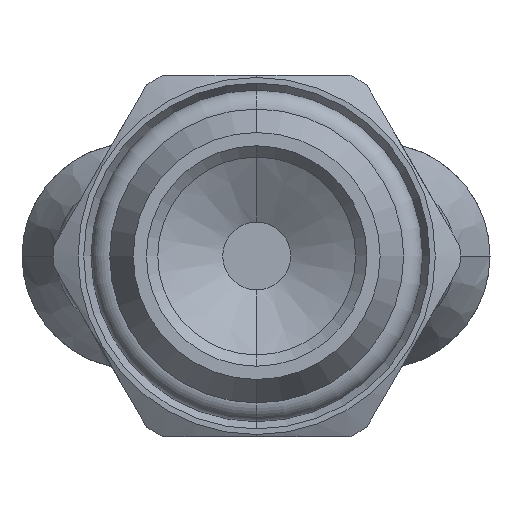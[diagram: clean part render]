
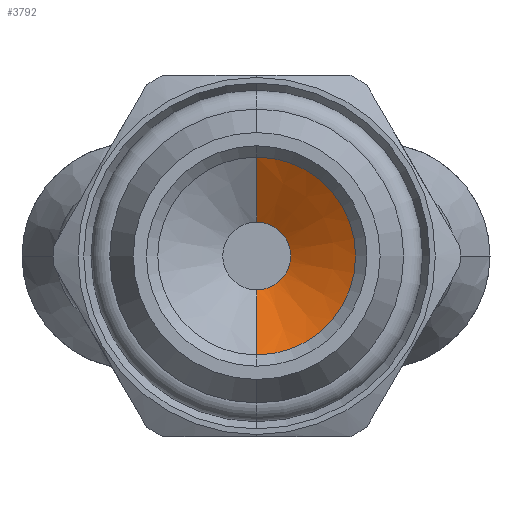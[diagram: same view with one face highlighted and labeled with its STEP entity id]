
A CAD part, front view. The second image highlights one B-rep face of the part: STEP entity #3792.
In plain terms, the highlighted conical face has half-angle 60 degrees and reference radius 4.375 mm.
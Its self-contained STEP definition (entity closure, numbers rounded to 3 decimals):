
#41 = AXIS2_PLACEMENT_3D ( 'NONE', #2826, #2827, #2828 ) ;
#70 = AXIS2_PLACEMENT_3D ( 'NONE', #2823, #2824, #2825 ) ;
#126 = CIRCLE ( 'NONE', #70, 4.375 ) ;
#131 = VECTOR ( 'NONE', #2688, 1000. ) ;
#198 = CIRCLE ( 'NONE', #41, 1.5 ) ;
#225 = ORIENTED_EDGE ( 'NONE', *, *, #3688, .T. ) ;
#683 = FACE_OUTER_BOUND ( 'NONE', #1865, .T. ) ;
#983 = LINE ( 'NONE', #2531, #2055 ) ;
#1076 = LINE ( 'NONE', #2687, #131 ) ;
#1115 = AXIS2_PLACEMENT_3D ( 'NONE', #3133, #3134, #3135 ) ;
#1119 = CONICAL_SURFACE ( 'NONE', #1115, 4.375, 1.047 ) ;
#1617 = EDGE_CURVE ( 'NONE', #1708, #1711, #983, .T. ) ;
#1708 = VERTEX_POINT ( 'NONE', #2198 ) ;
#1711 = VERTEX_POINT ( 'NONE', #2178 ) ;
#1865 = EDGE_LOOP ( 'NONE', ( #4348, #4345, #4344, #225 ) ) ;
#2055 = VECTOR ( 'NONE', #2534, 1000. ) ;
#2178 = CARTESIAN_POINT ( 'NONE',  ( 0.03, -18.492, -4.375 ) ) ;
#2198 = CARTESIAN_POINT ( 'NONE',  ( 0.03, -16.832, -1.5 ) ) ;
#2283 = VERTEX_POINT ( 'NONE', #2567 ) ;
#2324 = VERTEX_POINT ( 'NONE', #2608 ) ;
#2531 = CARTESIAN_POINT ( 'NONE',  ( 0.03, -18.492, -4.375 ) ) ;
#2534 = DIRECTION ( 'NONE',  ( 0., -0.5, -0.866 ) ) ;
#2567 = CARTESIAN_POINT ( 'NONE',  ( 0.03, -18.492, 4.375 ) ) ;
#2608 = CARTESIAN_POINT ( 'NONE',  ( 0.03, -16.832, 1.5 ) ) ;
#2687 = CARTESIAN_POINT ( 'NONE',  ( 0.03, -18.492, 4.375 ) ) ;
#2688 = DIRECTION ( 'NONE',  ( 0., -0.5, 0.866 ) ) ;
#2823 = CARTESIAN_POINT ( 'NONE',  ( 0.03, -18.492, 0. ) ) ;
#2824 = DIRECTION ( 'NONE',  ( 0., -1., 0. ) ) ;
#2825 = DIRECTION ( 'NONE',  ( 0., 0., -1. ) ) ;
#2826 = CARTESIAN_POINT ( 'NONE',  ( 0.03, -16.832, 0. ) ) ;
#2827 = DIRECTION ( 'NONE',  ( 0., -1., 0. ) ) ;
#2828 = DIRECTION ( 'NONE',  ( 0., 0., -1. ) ) ;
#3133 = CARTESIAN_POINT ( 'NONE',  ( 0.03, -18.492, 0. ) ) ;
#3134 = DIRECTION ( 'NONE',  ( 0., -1., 0. ) ) ;
#3135 = DIRECTION ( 'NONE',  ( 0., 0., -1. ) ) ;
#3644 = EDGE_CURVE ( 'NONE', #2324, #2283, #1076, .T. ) ;
#3688 = EDGE_CURVE ( 'NONE', #1711, #2283, #126, .T. ) ;
#3689 = EDGE_CURVE ( 'NONE', #1708, #2324, #198, .T. ) ;
#3792 = ADVANCED_FACE ( 'NONE', ( #683 ), #1119, .F. ) ;
#4344 = ORIENTED_EDGE ( 'NONE', *, *, #1617, .T. ) ;
#4345 = ORIENTED_EDGE ( 'NONE', *, *, #3689, .F. ) ;
#4348 = ORIENTED_EDGE ( 'NONE', *, *, #3644, .F. ) ;
